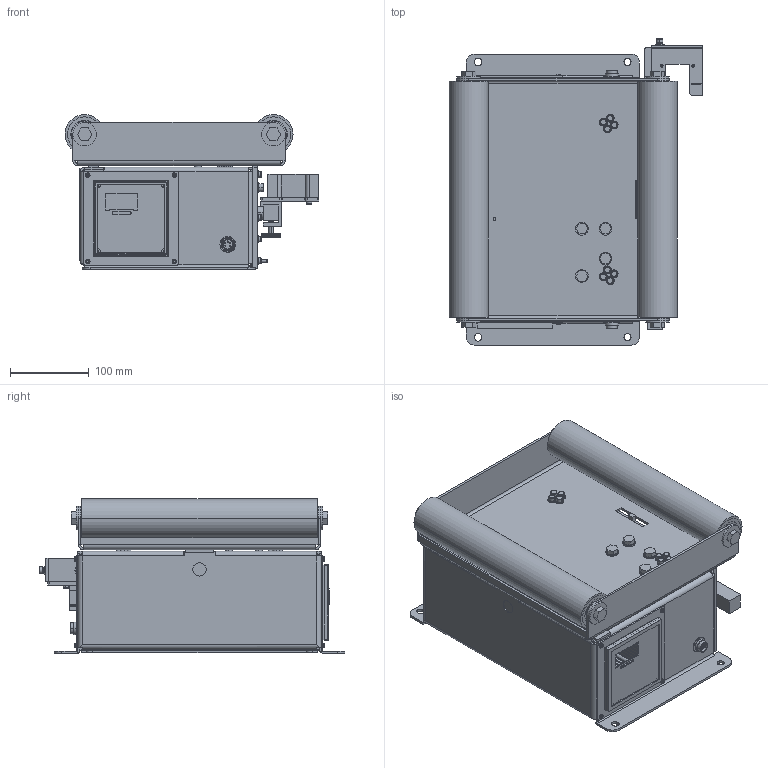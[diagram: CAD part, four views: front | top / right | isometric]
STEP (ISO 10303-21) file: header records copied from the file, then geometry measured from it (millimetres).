
FILE_DESCRIPTION((''),'2;1');
FILE_NAME('50346.stp','2010-06-24T14:51:00',(''),(''),'Mechanical Desktop 2007','Mechanical Desktop 2007',', , ');
FILE_SCHEMA(('CONFIG_CONTROL_DESIGN'));
Length unit declared in the file: millimetre
Products named in the file (149): K50346; K49778; K49776; TEIL1AAAAAAAAAAAA; SCHWEISSBOLZEN_M4X12; SCHWEISSBOLZEN_M4X12A; K0203062; K0203062A; K49776|AVE_RENDER; K49776|AVE_GLOBAL; K49776|RM_SDB; K49777; TEIL1; SCHWEISSBOLZEN_M4X12AA; K49777|AVE_RENDER; K49777|AVE_GLOBAL; K49777|RM_SDB; I-6KT_SCHRAUBE_M4X12A; I-6KT_SCHRAUBE_M4X12AA; U-SCHEIBE_M4; U-SCHEIBE_M4AA; K49779; TEIL1AAAAAAAAAA; K9901192; K0408241; GLEITLAGERBOCK_D15OHNE_KUGEL; RADIAL_GLEITLAGER_GE17UK; TEIL1AAAAAAAAA; TEIL2A; Radial_Gleitlager_GE17UK|AVE_RENDER; Radial_Gleitlager_GE17UK|AVE_GLOBAL; Radial_Gleitlager_GE17UK|RM_SDB; ZYLSTIFT4X12; ZYLSTIFT4X12AA; I-6KT_SCHRAUBE_M6X12A; I-6KT_SCHRAUBE_M6X12; U-SCHEIBE_M6A; U-SCHEIBE_M6; ZYLSTIFT4X12A; NUTMUTTER_M17X1 ...
Assembly tree (293 placements, depth 5):
  K50346
    K49778
      K49776
        TEIL1AAAAAAAAAAAA
        SCHWEISSBOLZEN_M4X12
          SCHWEISSBOLZEN_M4X12A
        K0203062
          K0203062A
        K49776|AVE_RENDER  x8
        K49776|AVE_GLOBAL
        K49776|RM_SDB  x3
      K49777
        TEIL1
        SCHWEISSBOLZEN_M4X12AA  x2
          SCHWEISSBOLZEN_M4X12A
        K49777|AVE_RENDER  x8
        K49777|AVE_GLOBAL
        K49777|RM_SDB  x3
      I-6KT_SCHRAUBE_M4X12A  x6
        I-6KT_SCHRAUBE_M4X12AA
      U-SCHEIBE_M4  x6
        U-SCHEIBE_M4AA
    K49779
      TEIL1AAAAAAAAAA
    K9901192
      K0408241
        GLEITLAGERBOCK_D15OHNE_KUGEL
      RADIAL_GLEITLAGER_GE17UK
        TEIL1AAAAAAAAA
        TEIL2A
        Radial_Gleitlager_GE17UK|AVE_RENDER  x8
        Radial_Gleitlager_GE17UK|AVE_GLOBAL
        Radial_Gleitlager_GE17UK|RM_SDB  x3
      ZYLSTIFT4X12
        ZYLSTIFT4X12AA
    I-6KT_SCHRAUBE_M6X12A  x6
      I-6KT_SCHRAUBE_M6X12
    U-SCHEIBE_M6A  x8
      U-SCHEIBE_M6
    ZYLSTIFT4X12A
      ZYLSTIFT4X12AA
    NUTMUTTER_M17X1
      TEIL1AAAAAAAAAAA
    6KT-SCHRAUBE_M6X16  x2
      6KT-SCHRAUBE_M6X16A
    6KT-SCHRAUBE_M8X35  x3
      6KT-SCHRAUBE_M8X35A
    6KT-SCHRAUBE_M8X30
      6KT-SCHRAUBE_M8X30A
    U-SCHEIBE_M8  x4
      U-SCHEIBE_M8A
    K49917  x2
      K48960
        TEIL1AAAAAAAAAAAAA
        TEIL2  x2
        K48961A
          K48961AA
      K48961
        K48961AA
      RILLENKUGELLAGER_6202
Bounding box: 323 x 389.1 x 197 mm (x, y, z)
Volume: 2176930.8 mm3; surface area: 1296857.1 mm2
Topology: 150 solids, 152 shells, 4293 faces, 11135 edges, 7261 vertices
Faces by surface type: plane 2313, cylinder 1558, cone 286, torus 102, bspline 28, sphere 6
Entity records: 78985 total; most frequent: CARTESIAN_POINT 16317, DIRECTION 12841, ORIENTED_EDGE 12764, EDGE_CURVE 6382, AXIS2_PLACEMENT_3D 4640, VERTEX_POINT 4178, VECTOR 3561, LINE 3561
